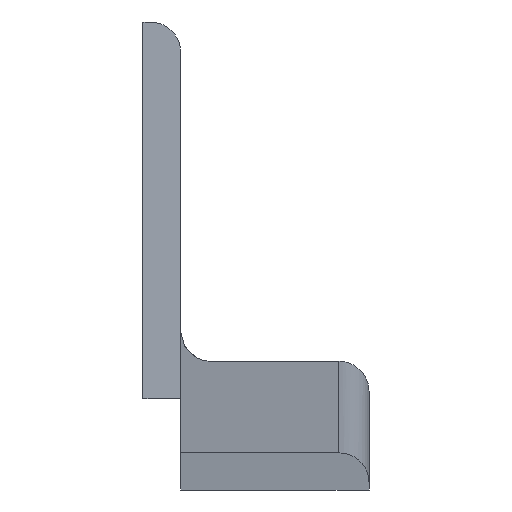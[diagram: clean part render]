
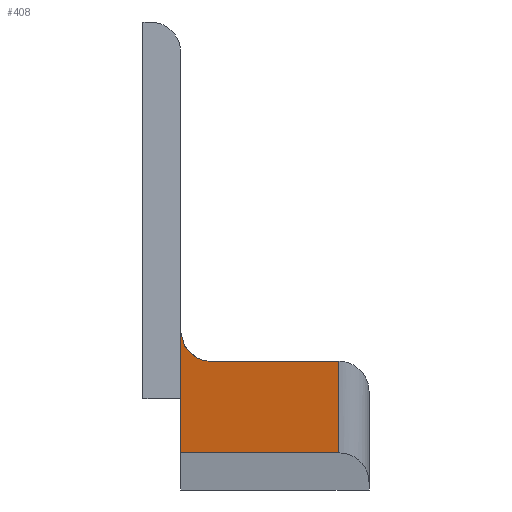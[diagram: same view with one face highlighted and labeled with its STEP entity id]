
A CAD part, front view. The second image highlights one B-rep face of the part: STEP entity #408.
In plain terms, the highlighted planar face has unit normal (0, -0.174, 0.985).
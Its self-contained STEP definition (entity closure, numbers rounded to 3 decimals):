
#17=PLANE('',#454);
#37=FACE_OUTER_BOUND('',#59,.T.);
#59=EDGE_LOOP('',(#299,#300,#301,#302,#303,#304));
#80=ELLIPSE('',#455,23.035,4.);
#89=LINE('',#598,#136);
#96=LINE('',#631,#143);
#100=LINE('',#639,#147);
#101=LINE('',#643,#148);
#102=LINE('',#644,#149);
#136=VECTOR('',#483,10.);
#143=VECTOR('',#504,10.);
#147=VECTOR('',#510,10.);
#148=VECTOR('',#513,10.);
#149=VECTOR('',#514,10.);
#183=VERTEX_POINT('',#596);
#184=VERTEX_POINT('',#597);
#193=VERTEX_POINT('',#630);
#196=VERTEX_POINT('',#638);
#197=VERTEX_POINT('',#640);
#198=VERTEX_POINT('',#642);
#221=EDGE_CURVE('',#183,#184,#89,.T.);
#233=EDGE_CURVE('',#193,#184,#96,.T.);
#237=EDGE_CURVE('',#196,#183,#100,.T.);
#238=EDGE_CURVE('',#197,#196,#80,.T.);
#239=EDGE_CURVE('',#198,#197,#101,.T.);
#240=EDGE_CURVE('',#198,#193,#102,.T.);
#299=ORIENTED_EDGE('',*,*,#221,.F.);
#300=ORIENTED_EDGE('',*,*,#237,.F.);
#301=ORIENTED_EDGE('',*,*,#238,.F.);
#302=ORIENTED_EDGE('',*,*,#239,.F.);
#303=ORIENTED_EDGE('',*,*,#240,.T.);
#304=ORIENTED_EDGE('',*,*,#233,.T.);
#408=ADVANCED_FACE('',(#37),#17,.F.);
#454=AXIS2_PLACEMENT_3D('',#637,#508,#509);
#455=AXIS2_PLACEMENT_3D('',#641,#511,#512);
#483=DIRECTION('',(0.,-0.985,-0.174));
#504=DIRECTION('',(1.,0.,0.));
#508=DIRECTION('center_axis',(0.,0.174,-0.985));
#509=DIRECTION('ref_axis',(0.,0.985,0.174));
#510=DIRECTION('',(1.,0.,0.));
#511=DIRECTION('center_axis',(0.,-0.174,
0.985));
#512=DIRECTION('ref_axis',(0.,-0.985,-0.174));
#513=DIRECTION('',(0.,0.985,0.174));
#514=DIRECTION('',(0.,-0.985,-0.174));
#596=CARTESIAN_POINT('',(26.,-365.,5.));
#597=CARTESIAN_POINT('',(26.,-433.937,-7.155));
#598=CARTESIAN_POINT('',(26.,-222.471,30.132));
#630=CARTESIAN_POINT('',(5.,-433.937,-7.155));
#631=CARTESIAN_POINT('',(5.,-433.937,-7.155));
#637=CARTESIAN_POINT('Origin',(5.,-433.937,-7.155));
#638=CARTESIAN_POINT('',(9.,-365.,5.));
#639=CARTESIAN_POINT('',(17.5,-365.,5.));
#640=CARTESIAN_POINT('',(5.,-342.315,9.));
#641=CARTESIAN_POINT('Origin',(9.,-342.315,9.));
#642=CARTESIAN_POINT('',(5.,-393.356,0.));
#643=CARTESIAN_POINT('',(5.,-218.624,30.81));
#644=CARTESIAN_POINT('',(5.,-416.702,-4.117));
